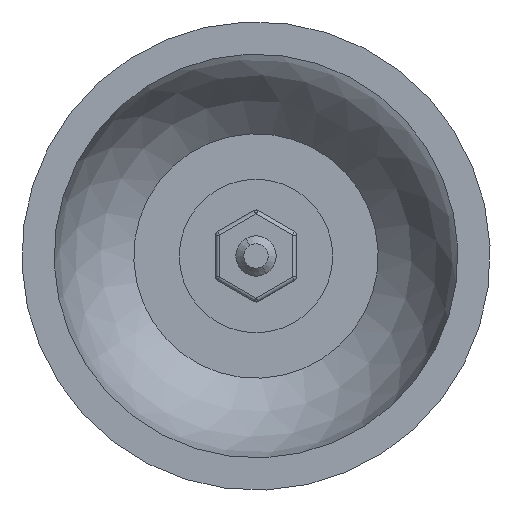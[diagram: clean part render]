
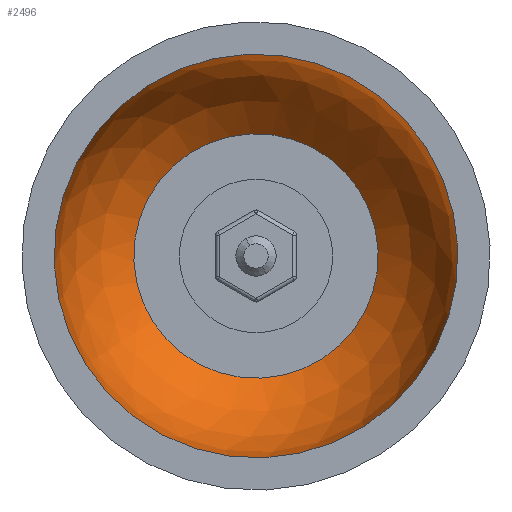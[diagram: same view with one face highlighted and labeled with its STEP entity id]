
A CAD part, front view. The second image highlights one B-rep face of the part: STEP entity #2496.
In plain terms, the highlighted spherical face has radius 25 mm.
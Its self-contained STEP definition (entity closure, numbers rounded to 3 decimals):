
#134 = FACE_BOUND ( 'NONE', #2569, .T. ) ;
#201 = ORIENTED_EDGE ( 'NONE', *, *, #1270, .F. ) ;
#555 = CARTESIAN_POINT ( 'NONE',  ( -15.132, -19.9, 0. ) ) ;
#612 = DIRECTION ( 'NONE',  ( 0., 1., 0. ) ) ;
#629 = ORIENTED_EDGE ( 'NONE', *, *, #1497, .F. ) ;
#683 = DIRECTION ( 'NONE',  ( 0., 1., 0. ) ) ;
#817 = CARTESIAN_POINT ( 'NONE',  ( 0., 0., 0. ) ) ;
#946 = SPHERICAL_SURFACE ( 'NONE', #3167, 25. ) ;
#974 = AXIS2_PLACEMENT_3D ( 'NONE', #3052, #612, #2512 ) ;
#1102 = CARTESIAN_POINT ( 'NONE',  ( 0., 0., -25. ) ) ;
#1137 = CIRCLE ( 'NONE', #1600, 25. ) ;
#1270 = EDGE_CURVE ( 'NONE', #1462, #1952, #1316, .T. ) ;
#1294 = CARTESIAN_POINT ( 'NONE',  ( 0., -19.9, 0. ) ) ;
#1300 = FACE_OUTER_BOUND ( 'NONE', #1799, .T. ) ;
#1316 = CIRCLE ( 'NONE', #974, 15.132 ) ;
#1434 = ORIENTED_EDGE ( 'NONE', *, *, #2902, .F. ) ;
#1462 = VERTEX_POINT ( 'NONE', #555 ) ;
#1497 = EDGE_CURVE ( 'NONE', #3472, #1994, #1137, .T. ) ;
#1600 = AXIS2_PLACEMENT_3D ( 'NONE', #2369, #2169, #1837 ) ;
#1662 = DIRECTION ( 'NONE',  ( 1., 0., 0. ) ) ;
#1767 = CARTESIAN_POINT ( 'NONE',  ( 15.132, -19.9, 0. ) ) ;
#1769 = DIRECTION ( 'NONE',  ( 1., 0., 0. ) ) ;
#1799 = EDGE_LOOP ( 'NONE', ( #1434, #629 ) ) ;
#1837 = DIRECTION ( 'NONE',  ( 0., 0., 1. ) ) ;
#1952 = VERTEX_POINT ( 'NONE', #1767 ) ;
#1994 = VERTEX_POINT ( 'NONE', #2411 ) ;
#2169 = DIRECTION ( 'NONE',  ( 0., -1., 0. ) ) ;
#2173 = DIRECTION ( 'NONE',  ( 0., 0., 1. ) ) ;
#2313 = AXIS2_PLACEMENT_3D ( 'NONE', #1294, #2732, #1662 ) ;
#2319 = ORIENTED_EDGE ( 'NONE', *, *, #3376, .F. ) ;
#2369 = CARTESIAN_POINT ( 'NONE',  ( 0., 0., 0. ) ) ;
#2411 = CARTESIAN_POINT ( 'NONE',  ( 0., 0., 25. ) ) ;
#2496 = ADVANCED_FACE ( 'NONE', ( #1300, #134 ), #946, .F. ) ;
#2512 = DIRECTION ( 'NONE',  ( 1., 0., 0. ) ) ;
#2567 = CARTESIAN_POINT ( 'NONE',  ( 0., 0., 0. ) ) ;
#2569 = EDGE_LOOP ( 'NONE', ( #2319, #201 ) ) ;
#2732 = DIRECTION ( 'NONE',  ( 0., 1., 0. ) ) ;
#2902 = EDGE_CURVE ( 'NONE', #1994, #3472, #3065, .T. ) ;
#2962 = DIRECTION ( 'NONE',  ( 0., -1., 0. ) ) ;
#3052 = CARTESIAN_POINT ( 'NONE',  ( 0., -19.9, 0. ) ) ;
#3065 = CIRCLE ( 'NONE', #3503, 25. ) ;
#3167 = AXIS2_PLACEMENT_3D ( 'NONE', #2567, #683, #1769 ) ;
#3215 = CIRCLE ( 'NONE', #2313, 15.132 ) ;
#3376 = EDGE_CURVE ( 'NONE', #1952, #1462, #3215, .T. ) ;
#3472 = VERTEX_POINT ( 'NONE', #1102 ) ;
#3503 = AXIS2_PLACEMENT_3D ( 'NONE', #817, #2962, #2173 ) ;
